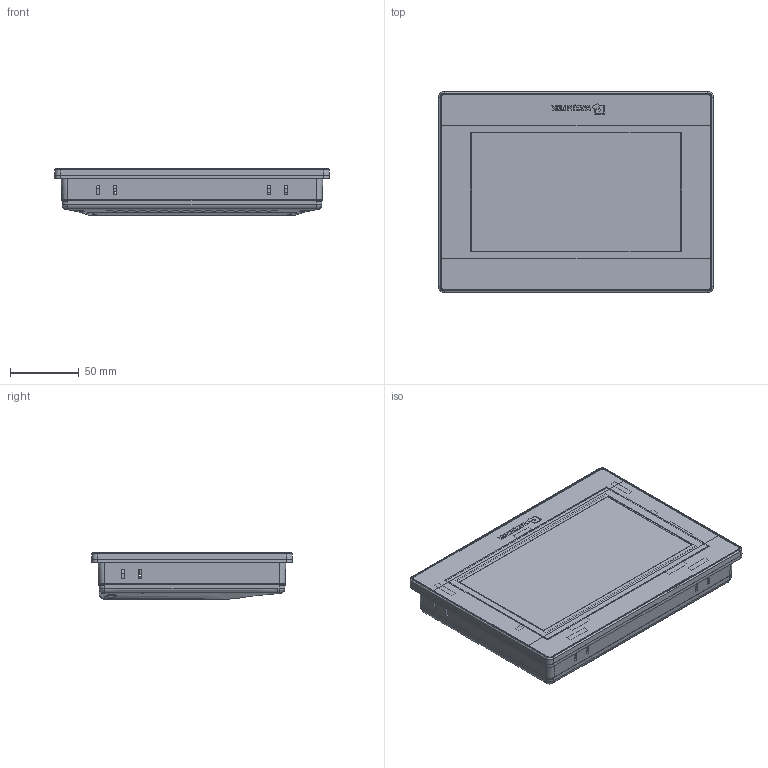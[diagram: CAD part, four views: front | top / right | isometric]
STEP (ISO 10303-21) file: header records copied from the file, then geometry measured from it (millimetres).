
FILE_DESCRIPTION (( 'STEP AP214' ), '1' );
FILE_NAME ('MT8072iP.STEP', '2023-01-31T09:51:40', ( '' ), ( '' ), 'SwSTEP 2.0', 'SolidWorks 2019', '' );
FILE_SCHEMA (( 'AUTOMOTIVE_DESIGN' ));
Length unit declared in the file: millimetre
Products named in the file (15): TK8072iP S222A PCBA; 5EHDRC-XXP; FES607010; FEZ060600_130515; TP-KT7T13021-130312; FEF807310_160420; FES607000; FEBK87110_170721; GV607PY10_130321_加大版; DN6902040; FEZ807010_130423; D-SUB (M); DN6818800; MT8072iP; AT070TN90
Assembly tree (16 placements, depth 3):
  MT8072iP
    AT070TN90
    FEF807310_160420
    FEZ807010_130423
    FES607000  x2
    FES607010  x2
    TP-KT7T13021-130312
    GV607PY10_130321_加大版
    FEZ060600_130515
    TK8072iP S222A PCBA
      5EHDRC-XXP
      DN6818800
      D-SUB (M)
      DN6902040
    FEBK87110_170721
Bounding box: 200.4 x 146.5 x 34.2 mm (x, y, z)
Volume: 288986 mm3; surface area: 257438.1 mm2
Topology: 20 solids, 20 shells, 3189 faces, 8997 edges, 5891 vertices
Faces by surface type: plane 1824, cylinder 685, bspline 440, cone 133, torus 87, sphere 20
Full cylindrical faces by diameter (mm): 0.05 x4, 0.5 x8, 0.6 x9, 0.8 x9, 1 x15, 2.5 x8, 2.845 x4, 3 x50, 3.2 x51, 3.8 x1
Entity records: 141010 total; most frequent: CARTESIAN_POINT 61539, ORIENTED_EDGE 17134, DIRECTION 12728, EDGE_CURVE 8567, VERTEX_POINT 5756, LINE 5420, VECTOR 5420, EDGE_LOOP 3751
